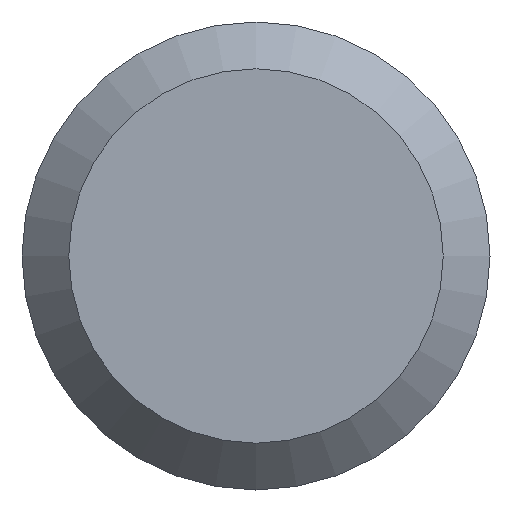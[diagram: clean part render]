
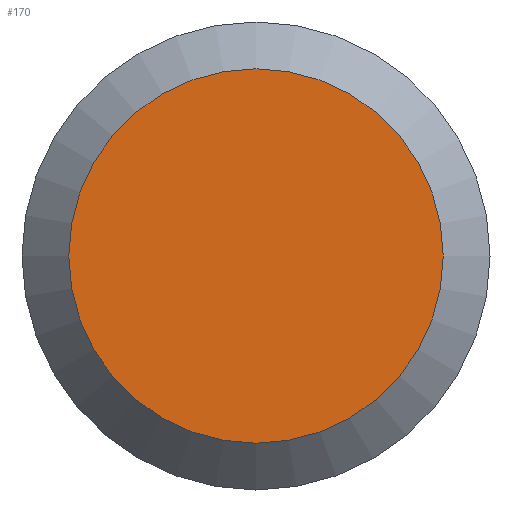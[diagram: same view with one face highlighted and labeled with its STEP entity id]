
A CAD part, left-side view. The second image highlights one B-rep face of the part: STEP entity #170.
In plain terms, the highlighted planar face has unit normal (-1, 0, 0).
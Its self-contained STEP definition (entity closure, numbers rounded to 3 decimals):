
#1 = CARTESIAN_POINT ( 'NONE',  ( 0., 5.7, 0. ) ) ;
#5 = DIRECTION ( 'NONE',  ( 0., 0., -1. ) ) ;
#27 = DIRECTION ( 'NONE',  ( 1., 0., 0. ) ) ;
#35 = ORIENTED_EDGE ( 'NONE', *, *, #130, .T. ) ;
#70 = PLANE ( 'NONE',  #184 ) ;
#85 = AXIS2_PLACEMENT_3D ( 'NONE', #146, #182, #5 ) ;
#87 = FACE_OUTER_BOUND ( 'NONE', #88, .T. ) ;
#88 = EDGE_LOOP ( 'NONE', ( #35 ) ) ;
#105 = CIRCLE ( 'NONE', #85, 4.56 ) ;
#130 = EDGE_CURVE ( 'NONE', #138, #138, #105, .T. ) ;
#135 = CARTESIAN_POINT ( 'NONE',  ( 0., 0., -4.56 ) ) ;
#138 = VERTEX_POINT ( 'NONE', #135 ) ;
#146 = CARTESIAN_POINT ( 'NONE',  ( 0., 0., 0. ) ) ;
#163 = DIRECTION ( 'NONE',  ( 0., 0., -1. ) ) ;
#170 = ADVANCED_FACE ( 'NONE', ( #87 ), #70, .F. ) ;
#182 = DIRECTION ( 'NONE',  ( -1., 0., 0. ) ) ;
#184 = AXIS2_PLACEMENT_3D ( 'NONE', #1, #27, #163 ) ;
